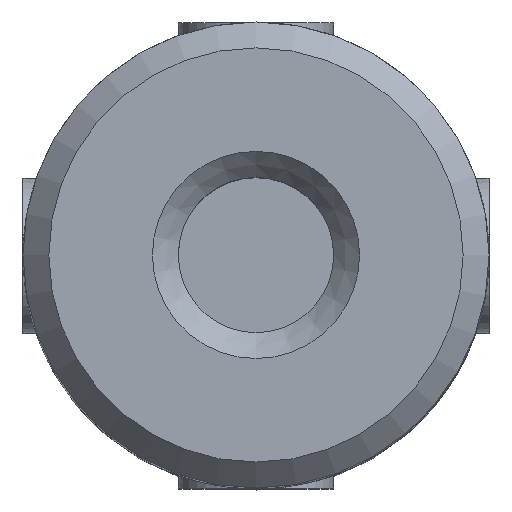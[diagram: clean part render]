
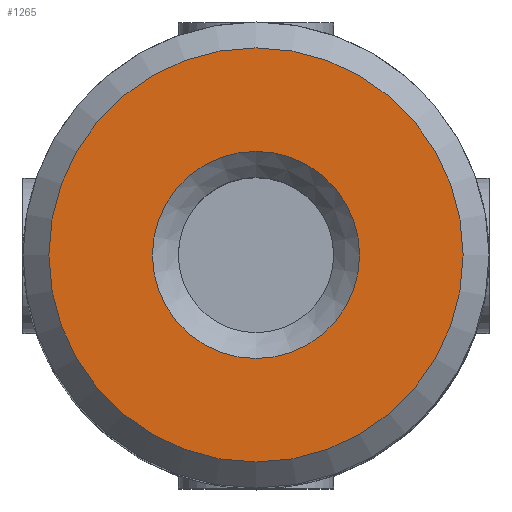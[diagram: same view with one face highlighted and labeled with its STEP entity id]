
A CAD part, top view. The second image highlights one B-rep face of the part: STEP entity #1265.
In plain terms, the highlighted planar face has unit normal (0, 0, 1).
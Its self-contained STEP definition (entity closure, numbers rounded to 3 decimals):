
#106=FACE_BOUND('',#291,.T.);
#132=PLANE('',#1406);
#203=FACE_OUTER_BOUND('',#290,.T.);
#290=EDGE_LOOP('',(#1159));
#291=EDGE_LOOP('',(#1160));
#343=CIRCLE('',#1405,2.);
#344=CIRCLE('',#1407,4.);
#611=VERTEX_POINT('',#3146);
#612=VERTEX_POINT('',#3150);
#793=EDGE_CURVE('',#611,#611,#343,.T.);
#795=EDGE_CURVE('',#612,#612,#344,.T.);
#1159=ORIENTED_EDGE('',*,*,#795,.F.);
#1160=ORIENTED_EDGE('',*,*,#793,.F.);
#1265=ADVANCED_FACE('',(#203,#106),#132,.F.);
#1405=AXIS2_PLACEMENT_3D('',#3147,#1723,#1724);
#1406=AXIS2_PLACEMENT_3D('',#3149,#1726,#1727);
#1407=AXIS2_PLACEMENT_3D('',#3151,#1728,#1729);
#1723=DIRECTION('center_axis',(0.,0.,
1.));
#1724=DIRECTION('ref_axis',(0.,-1.,0.));
#1726=DIRECTION('center_axis',(0.,0.,
-1.));
#1727=DIRECTION('ref_axis',(0.,-1.,0.));
#1728=DIRECTION('center_axis',(0.,0.,
-1.));
#1729=DIRECTION('ref_axis',(0.,-1.,0.));
#3146=CARTESIAN_POINT('',(0.,2.,23.));
#3147=CARTESIAN_POINT('Origin',(0.,0.,23.));
#3149=CARTESIAN_POINT('Origin',(0.,0.,23.));
#3150=CARTESIAN_POINT('',(0.,4.,23.));
#3151=CARTESIAN_POINT('Origin',(0.,0.,23.));
